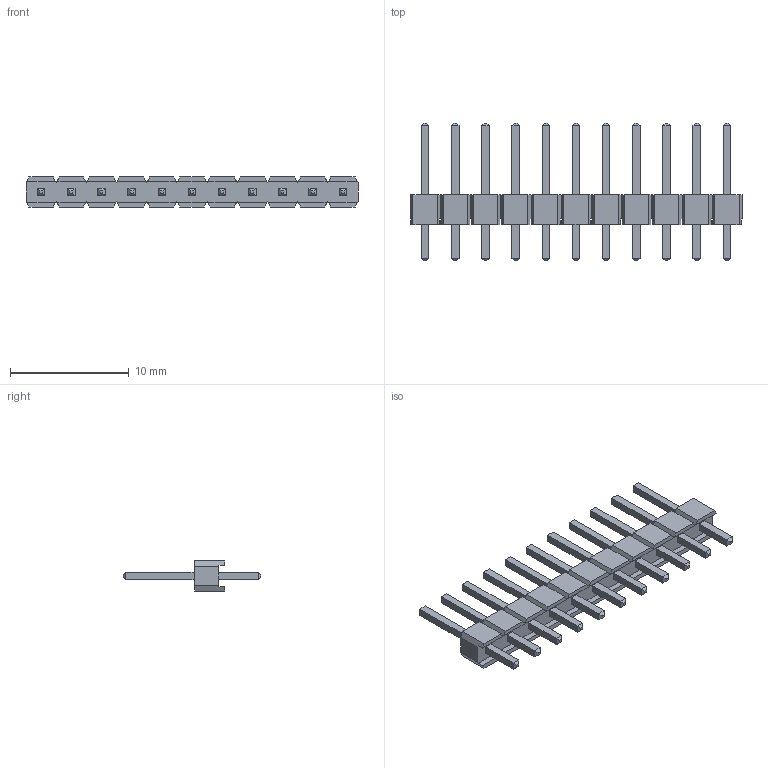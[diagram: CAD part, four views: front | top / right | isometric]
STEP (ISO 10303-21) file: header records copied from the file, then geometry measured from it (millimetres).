
FILE_DESCRIPTION (( 'STEP AP214' ), '1' );
FILE_NAME ('HDR1X11.STEP', '2018-06-21T09:46:48', ( '' ), ( '' ), 'SwSTEP 2.0', 'SolidWorks 2017', '' );
FILE_SCHEMA (( 'AUTOMOTIVE_DESIGN' ));
Length unit declared in the file: inch
Products named in the file (3): 61301211121; HDR1X11; 6130xx11121_PIN
Assembly tree (12 placements, depth 2):
  HDR1X11
    6130xx11121_PIN  x11
    61301211121
Bounding box: 27.94 x 11.54 x 2.54 mm (x, y, z)
Volume: 190.1 mm3; surface area: 716.9 mm2
Topology: 12 solids, 12 shells, 312 faces, 776 edges, 488 vertices
Faces by surface type: plane 312
Entity records: 5764 total; most frequent: CARTESIAN_POINT 1011, ORIENTED_EDGE 992, DIRECTION 870, VECTOR 496, LINE 496, EDGE_CURVE 496, VERTEX_POINT 328, EDGE_LOOP 194
